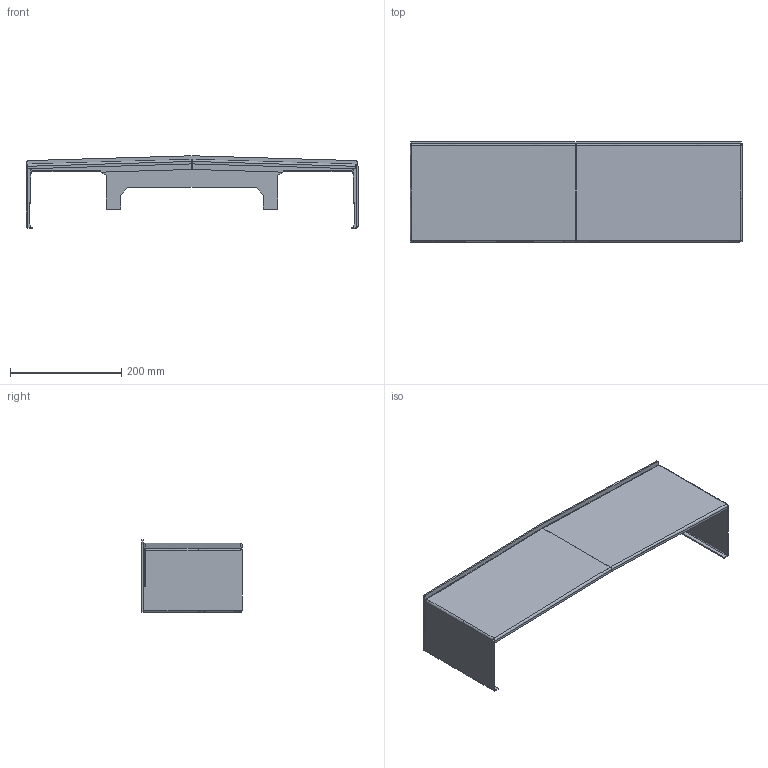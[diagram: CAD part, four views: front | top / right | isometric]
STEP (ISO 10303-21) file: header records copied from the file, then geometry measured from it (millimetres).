
FILE_DESCRIPTION(/* description */ (''),/* implementation_level */ '2;1');
FILE_NAME(/* name */ 'Middle_cover.step',/* time_stamp */ '2024-03-03T12:44:13-05:00',/* author */ (''),/* organization */ (''),/* preprocessor_version */ 'ST-DEVELOPER v20',/* originating_system */ 'Autodesk Translation Framework v12.20.1.177',/* authorisation */ '');
FILE_SCHEMA (('AUTOMOTIVE_DESIGN { 1 0 10303 214 3 1 1 }'));
Length unit declared in the file: centimetre
Products named in the file (3): Middle_cover (1); Backplate; Middle_cover
Assembly tree (2 placements, depth 2):
  Middle_cover (1)
    Backplate
    Middle_cover
Bounding box: 596.98 x 180.48 x 130.25 mm (x, y, z)
Volume: 401470.4 mm3; surface area: 382478.3 mm2
Topology: 2 solids, 2 shells, 172 faces, 445 edges, 277 vertices
Faces by surface type: plane 124, bspline 48
Entity records: 6993 total; most frequent: CARTESIAN_POINT 3023, ORIENTED_EDGE 890, DIRECTION 648, EDGE_CURVE 445, LINE 358, VECTOR 358, VERTEX_POINT 277, FACE_OUTER_BOUND 172
